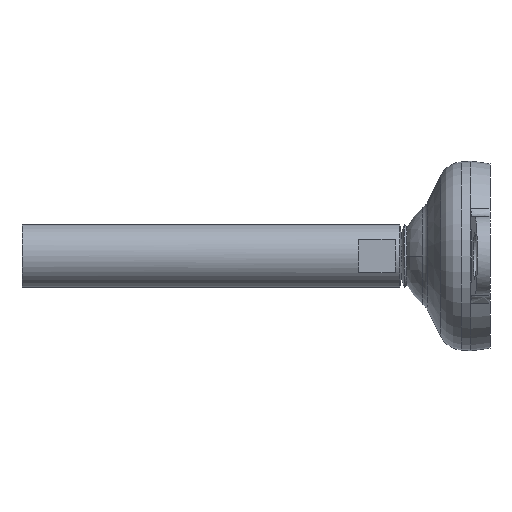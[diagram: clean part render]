
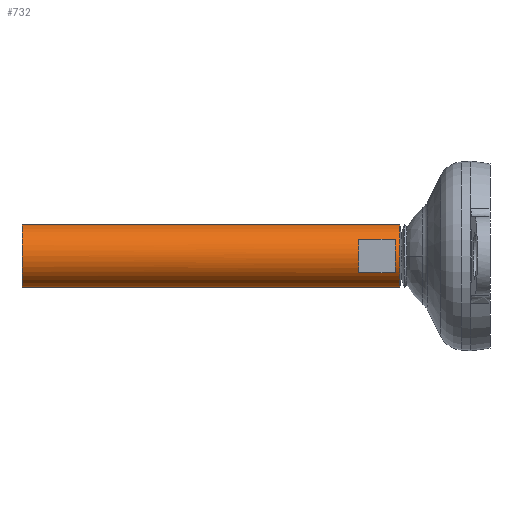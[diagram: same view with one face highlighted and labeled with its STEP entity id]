
A CAD part, left-side view. The second image highlights one B-rep face of the part: STEP entity #732.
In plain terms, the highlighted cylindrical face has radius 10 mm (diameter 20 mm), a partial arc.
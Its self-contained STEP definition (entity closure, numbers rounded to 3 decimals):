
#9 = LINE ( 'NONE', #1478, #874 ) ;
#57 = FACE_OUTER_BOUND ( 'NONE', #708, .T. ) ;
#77 = EDGE_LOOP ( 'NONE', ( #670, #1631, #1389, #776 ) ) ;
#80 = AXIS2_PLACEMENT_3D ( 'NONE', #1518, #315, #1419 ) ;
#82 = CARTESIAN_POINT ( 'NONE',  ( 0., 148., 0. ) ) ;
#90 = DIRECTION ( 'NONE',  ( 0., 0., 1. ) ) ;
#130 = CARTESIAN_POINT ( 'NONE',  ( -8.5, 0., 5.268 ) ) ;
#140 = CARTESIAN_POINT ( 'NONE',  ( -8.5, 41.5, -5.268 ) ) ;
#143 = CARTESIAN_POINT ( 'NONE',  ( 0., 148., 10. ) ) ;
#167 = CARTESIAN_POINT ( 'NONE',  ( -8.5, 30., 5.268 ) ) ;
#218 = AXIS2_PLACEMENT_3D ( 'NONE', #890, #721, #90 ) ;
#263 = EDGE_CURVE ( 'NONE', #1135, #1149, #9, .T. ) ;
#284 = DIRECTION ( 'NONE',  ( 0., -1., 0. ) ) ;
#315 = DIRECTION ( 'NONE',  ( 0., -1., 0. ) ) ;
#358 = DIRECTION ( 'NONE',  ( 0., -1., 0. ) ) ;
#475 = DIRECTION ( 'NONE',  ( 0., 0., -1. ) ) ;
#480 = VECTOR ( 'NONE', #1731, 1000. ) ;
#496 = DIRECTION ( 'NONE',  ( 0., -1., 0. ) ) ;
#498 = ORIENTED_EDGE ( 'NONE', *, *, #1099, .F. ) ;
#515 = CARTESIAN_POINT ( 'NONE',  ( 0., 28.5, 0. ) ) ;
#574 = VECTOR ( 'NONE', #1592, 1000. ) ;
#608 = VERTEX_POINT ( 'NONE', #140 ) ;
#617 = AXIS2_PLACEMENT_3D ( 'NONE', #515, #496, #1317 ) ;
#636 = CARTESIAN_POINT ( 'NONE',  ( 0., 28.5, 10. ) ) ;
#667 = CARTESIAN_POINT ( 'NONE',  ( -8.5, 30., -5.268 ) ) ;
#670 = ORIENTED_EDGE ( 'NONE', *, *, #1063, .T. ) ;
#708 = EDGE_LOOP ( 'NONE', ( #1584, #1494, #1552, #498 ) ) ;
#721 = DIRECTION ( 'NONE',  ( 0., 1., 0. ) ) ;
#723 = CARTESIAN_POINT ( 'NONE',  ( 0., 0., 0. ) ) ;
#732 = ADVANCED_FACE ( 'NONE', ( #57, #1392 ), #980, .T. ) ;
#776 = ORIENTED_EDGE ( 'NONE', *, *, #981, .T. ) ;
#828 = CARTESIAN_POINT ( 'NONE',  ( 0., 148., -10. ) ) ;
#830 = CIRCLE ( 'NONE', #218, 10. ) ;
#874 = VECTOR ( 'NONE', #284, 1000. ) ;
#890 = CARTESIAN_POINT ( 'NONE',  ( 0., 41.5, 0. ) ) ;
#893 = CARTESIAN_POINT ( 'NONE',  ( 0., 0., -10. ) ) ;
#955 = EDGE_CURVE ( 'NONE', #1135, #1211, #1471, .T. ) ;
#956 = CARTESIAN_POINT ( 'NONE',  ( -8.5, 41.5, 5.268 ) ) ;
#969 = EDGE_CURVE ( 'NONE', #608, #1380, #830, .T. ) ;
#980 = CYLINDRICAL_SURFACE ( 'NONE', #1528, 10. ) ;
#981 = EDGE_CURVE ( 'NONE', #1481, #1128, #1084, .T. ) ;
#1044 = LINE ( 'NONE', #893, #1460 ) ;
#1046 = LINE ( 'NONE', #130, #480 ) ;
#1055 = CARTESIAN_POINT ( 'NONE',  ( -8.5, 0., -5.268 ) ) ;
#1063 = EDGE_CURVE ( 'NONE', #1128, #608, #1299, .T. ) ;
#1070 = VERTEX_POINT ( 'NONE', #1209 ) ;
#1084 = CIRCLE ( 'NONE', #80, 10. ) ;
#1099 = EDGE_CURVE ( 'NONE', #1149, #1070, #1324, .T. ) ;
#1128 = VERTEX_POINT ( 'NONE', #667 ) ;
#1135 = VERTEX_POINT ( 'NONE', #143 ) ;
#1149 = VERTEX_POINT ( 'NONE', #636 ) ;
#1160 = EDGE_CURVE ( 'NONE', #1380, #1481, #1046, .T. ) ;
#1209 = CARTESIAN_POINT ( 'NONE',  ( 0., 28.5, -10. ) ) ;
#1211 = VERTEX_POINT ( 'NONE', #828 ) ;
#1299 = LINE ( 'NONE', #1055, #574 ) ;
#1317 = DIRECTION ( 'NONE',  ( 0., 0., -1. ) ) ;
#1324 = CIRCLE ( 'NONE', #617, 10. ) ;
#1380 = VERTEX_POINT ( 'NONE', #956 ) ;
#1389 = ORIENTED_EDGE ( 'NONE', *, *, #1160, .T. ) ;
#1392 = FACE_BOUND ( 'NONE', #77, .T. ) ;
#1419 = DIRECTION ( 'NONE',  ( 0., 0., -1. ) ) ;
#1460 = VECTOR ( 'NONE', #1561, 1000. ) ;
#1471 = CIRCLE ( 'NONE', #1574, 10. ) ;
#1478 = CARTESIAN_POINT ( 'NONE',  ( 0., 0., 10. ) ) ;
#1481 = VERTEX_POINT ( 'NONE', #167 ) ;
#1494 = ORIENTED_EDGE ( 'NONE', *, *, #955, .T. ) ;
#1505 = DIRECTION ( 'NONE',  ( 0., 0., -1. ) ) ;
#1518 = CARTESIAN_POINT ( 'NONE',  ( 0., 30., 0. ) ) ;
#1528 = AXIS2_PLACEMENT_3D ( 'NONE', #723, #1654, #1505 ) ;
#1552 = ORIENTED_EDGE ( 'NONE', *, *, #1576, .T. ) ;
#1561 = DIRECTION ( 'NONE',  ( 0., -1., 0. ) ) ;
#1574 = AXIS2_PLACEMENT_3D ( 'NONE', #82, #358, #475 ) ;
#1576 = EDGE_CURVE ( 'NONE', #1211, #1070, #1044, .T. ) ;
#1584 = ORIENTED_EDGE ( 'NONE', *, *, #263, .F. ) ;
#1592 = DIRECTION ( 'NONE',  ( 0., 1., 0. ) ) ;
#1631 = ORIENTED_EDGE ( 'NONE', *, *, #969, .T. ) ;
#1654 = DIRECTION ( 'NONE',  ( 0., -1., 0. ) ) ;
#1731 = DIRECTION ( 'NONE',  ( 0., -1., 0. ) ) ;
